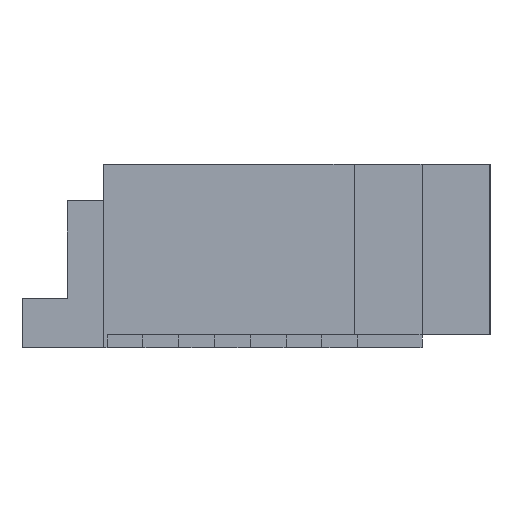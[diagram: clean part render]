
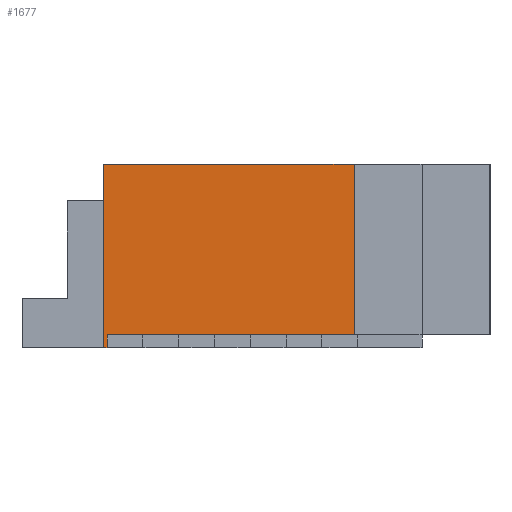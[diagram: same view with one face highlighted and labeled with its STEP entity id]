
A CAD part, left-side view. The second image highlights one B-rep face of the part: STEP entity #1677.
In plain terms, the highlighted planar face has unit normal (-1, 0, 0).
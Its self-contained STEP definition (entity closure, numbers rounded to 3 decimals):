
#404 = VERTEX_POINT('',#405);
#405 = CARTESIAN_POINT('',(-8.935,0.8,2.56));
#411 = EDGE_CURVE('',#404,#412,#414,.T.);
#412 = VERTEX_POINT('',#413);
#413 = CARTESIAN_POINT('',(-8.935,-2.7,2.56));
#414 = LINE('',#415,#416);
#415 = CARTESIAN_POINT('',(-8.935,0.8,2.56));
#416 = VECTOR('',#417,1.);
#417 = DIRECTION('',(0.,-1.,0.));
#1475 = EDGE_CURVE('',#1476,#404,#1478,.T.);
#1476 = VERTEX_POINT('',#1477);
#1477 = CARTESIAN_POINT('',(-8.935,0.8,0.));
#1478 = LINE('',#1479,#1480);
#1479 = CARTESIAN_POINT('',(-8.935,0.8,0.));
#1480 = VECTOR('',#1481,1.);
#1481 = DIRECTION('',(0.,0.,1.));
#1677 = ADVANCED_FACE('',(#1678),#1712,.F.);
#1678 = FACE_BOUND('',#1679,.F.);
#1679 = EDGE_LOOP('',(#1680,#1688,#1689,#1690,#1698,#1706));
#1680 = ORIENTED_EDGE('',*,*,#1681,.F.);
#1681 = EDGE_CURVE('',#1476,#1682,#1684,.T.);
#1682 = VERTEX_POINT('',#1683);
#1683 = CARTESIAN_POINT('',(-8.935,0.75,0.));
#1684 = LINE('',#1685,#1686);
#1685 = CARTESIAN_POINT('',(-8.935,0.8,0.));
#1686 = VECTOR('',#1687,1.);
#1687 = DIRECTION('',(0.,-1.,0.));
#1688 = ORIENTED_EDGE('',*,*,#1475,.T.);
#1689 = ORIENTED_EDGE('',*,*,#411,.T.);
#1690 = ORIENTED_EDGE('',*,*,#1691,.F.);
#1691 = EDGE_CURVE('',#1692,#412,#1694,.T.);
#1692 = VERTEX_POINT('',#1693);
#1693 = CARTESIAN_POINT('',(-8.935,-2.7,0.18));
#1694 = LINE('',#1695,#1696);
#1695 = CARTESIAN_POINT('',(-8.935,-2.7,0.));
#1696 = VECTOR('',#1697,1.);
#1697 = DIRECTION('',(0.,0.,1.));
#1698 = ORIENTED_EDGE('',*,*,#1699,.F.);
#1699 = EDGE_CURVE('',#1700,#1692,#1702,.T.);
#1700 = VERTEX_POINT('',#1701);
#1701 = CARTESIAN_POINT('',(-8.935,0.75,0.18));
#1702 = LINE('',#1703,#1704);
#1703 = CARTESIAN_POINT('',(-8.935,-0.1,0.18));
#1704 = VECTOR('',#1705,1.);
#1705 = DIRECTION('',(0.,-1.,0.));
#1706 = ORIENTED_EDGE('',*,*,#1707,.T.);
#1707 = EDGE_CURVE('',#1700,#1682,#1708,.T.);
#1708 = LINE('',#1709,#1710);
#1709 = CARTESIAN_POINT('',(-8.935,0.75,0.));
#1710 = VECTOR('',#1711,1.);
#1711 = DIRECTION('',(-0.,0.,-1.));
#1712 = PLANE('',#1713);
#1713 = AXIS2_PLACEMENT_3D('',#1714,#1715,#1716);
#1714 = CARTESIAN_POINT('',(-8.935,0.8,0.));
#1715 = DIRECTION('',(1.,0.,0.));
#1716 = DIRECTION('',(0.,-1.,0.));
